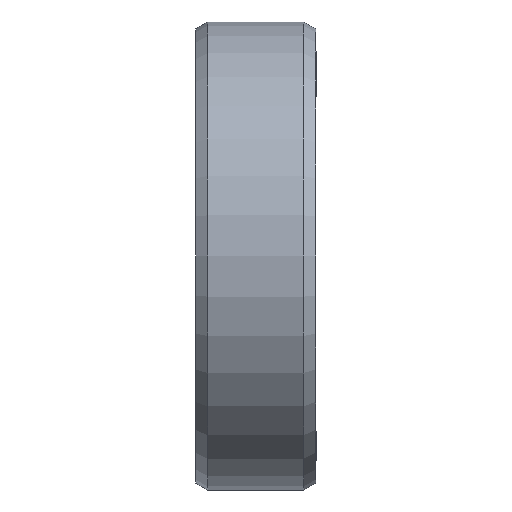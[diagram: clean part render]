
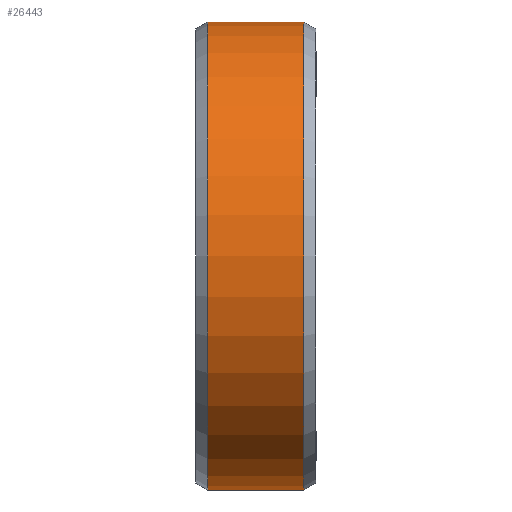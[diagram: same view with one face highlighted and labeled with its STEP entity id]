
A CAD part, left-side view. The second image highlights one B-rep face of the part: STEP entity #26443.
In plain terms, the highlighted cylindrical face has radius 19.5 mm (diameter 39 mm), a partial arc.
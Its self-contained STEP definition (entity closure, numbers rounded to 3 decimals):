
#25753=DIRECTION('',(0.,1.,0.));
#25754=VECTOR('',#25753,8.);
#25755=CARTESIAN_POINT('',(0.,-4.,-19.5));
#25756=LINE('',#25755,#25754);
#25760=DIRECTION('',(0.,1.,0.));
#25761=VECTOR('',#25760,8.);
#25762=CARTESIAN_POINT('',(0.,-4.,19.5));
#25763=LINE('',#25762,#25761);
#25767=CARTESIAN_POINT('',(0.,-4.,0.));
#25768=DIRECTION('',(0.,1.,0.));
#25769=DIRECTION('',(0.,0.,-1.));
#25770=AXIS2_PLACEMENT_3D('',#25767,#25768,#25769);
#25805=CARTESIAN_POINT('',(0.,4.,0.));
#25806=DIRECTION('',(0.,1.,0.));
#25807=DIRECTION('',(0.,0.,-1.));
#25808=AXIS2_PLACEMENT_3D('',#25805,#25806,#25807);
#25838=CARTESIAN_POINT('',(0.,-4.,-19.5));
#25840=VERTEX_POINT('',#25838);
#25841=CARTESIAN_POINT('',(0.,4.,-19.5));
#25842=VERTEX_POINT('',#25841);
#25870=CARTESIAN_POINT('',(0.,-4.,19.5));
#25872=VERTEX_POINT('',#25870);
#25873=CARTESIAN_POINT('',(0.,4.,19.5));
#25874=VERTEX_POINT('',#25873);
#26429=CARTESIAN_POINT('',(0.,19.972,0.));
#26430=DIRECTION('',(0.,-1.,0.));
#26431=DIRECTION('',(0.,0.,1.));
#26432=AXIS2_PLACEMENT_3D('',#26429,#26430,#26431);
#26433=CYLINDRICAL_SURFACE('',#26432,19.5);
#26435=ORIENTED_EDGE('',*,*,#26434,.T.);
#26437=ORIENTED_EDGE('',*,*,#26436,.T.);
#26439=ORIENTED_EDGE('',*,*,#26438,.F.);
#26440=ORIENTED_EDGE('',*,*,#26415,.F.);
#26441=EDGE_LOOP('',(#26435,#26437,#26439,#26440));
#26442=FACE_OUTER_BOUND('',#26441,.F.);
#25771=CIRCLE('',#25770,19.5);
#25809=CIRCLE('',#25808,19.5);
#26415=EDGE_CURVE('',#25840,#25872,#25771,.T.);
#26434=EDGE_CURVE('',#25840,#25842,#25756,.T.);
#26436=EDGE_CURVE('',#25842,#25874,#25809,.T.);
#26438=EDGE_CURVE('',#25872,#25874,#25763,.T.);
#26443=ADVANCED_FACE('',(#26442),#26433,.T.);
